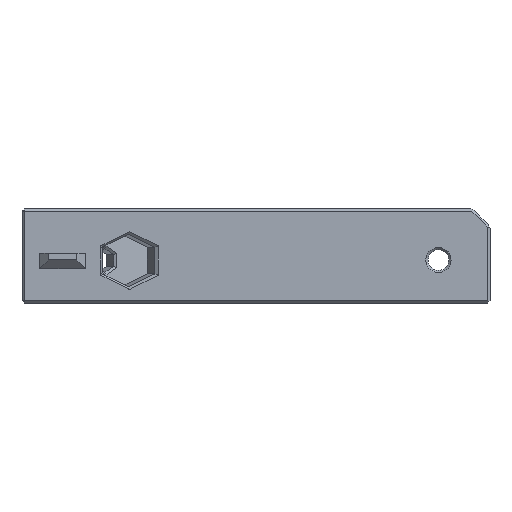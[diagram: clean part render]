
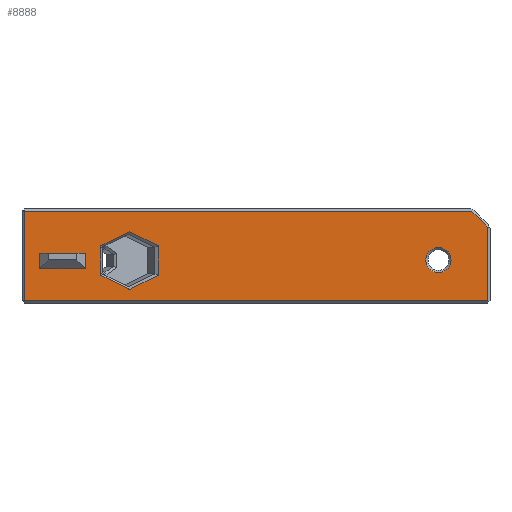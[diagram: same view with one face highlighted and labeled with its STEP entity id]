
A CAD part, left-side view. The second image highlights one B-rep face of the part: STEP entity #8888.
In plain terms, the highlighted planar face has unit normal (-1, 0, 0).
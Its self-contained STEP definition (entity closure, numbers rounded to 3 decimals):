
#33=FACE_BOUND('',#941,.T.);
#34=FACE_BOUND('',#942,.T.);
#35=FACE_BOUND('',#943,.T.);
#158=CIRCLE('',#9518,2.2);
#406=FACE_OUTER_BOUND('',#940,.T.);
#940=EDGE_LOOP('',(#6670,#6671,#6672,#6673,#6674));
#941=EDGE_LOOP('',(#6675,#6676,#6677,#6678));
#942=EDGE_LOOP('',(#6679,#6680,#6681,#6682,#6683,#6684));
#943=EDGE_LOOP('',(#6685));
#1779=LINE('',#13466,#2957);
#1780=LINE('',#13468,#2958);
#1781=LINE('',#13470,#2959);
#1782=LINE('',#13472,#2960);
#1783=LINE('',#13473,#2961);
#1784=LINE('',#13476,#2962);
#1785=LINE('',#13478,#2963);
#1786=LINE('',#13480,#2964);
#1787=LINE('',#13481,#2965);
#1788=LINE('',#13484,#2966);
#1789=LINE('',#13486,#2967);
#1790=LINE('',#13488,#2968);
#1791=LINE('',#13490,#2969);
#1792=LINE('',#13492,#2970);
#1793=LINE('',#13493,#2971);
#2957=VECTOR('',#10950,10.);
#2958=VECTOR('',#10951,10.);
#2959=VECTOR('',#10952,10.);
#2960=VECTOR('',#10953,10.);
#2961=VECTOR('',#10954,10.);
#2962=VECTOR('',#10955,10.);
#2963=VECTOR('',#10956,10.);
#2964=VECTOR('',#10957,10.);
#2965=VECTOR('',#10958,10.);
#2966=VECTOR('',#10959,10.);
#2967=VECTOR('',#10960,10.);
#2968=VECTOR('',#10961,10.);
#2969=VECTOR('',#10962,10.);
#2970=VECTOR('',#10963,10.);
#2971=VECTOR('',#10964,10.);
#4022=VERTEX_POINT('',#13460);
#4023=VERTEX_POINT('',#13464);
#4024=VERTEX_POINT('',#13465);
#4025=VERTEX_POINT('',#13467);
#4026=VERTEX_POINT('',#13469);
#4027=VERTEX_POINT('',#13471);
#4028=VERTEX_POINT('',#13474);
#4029=VERTEX_POINT('',#13475);
#4030=VERTEX_POINT('',#13477);
#4031=VERTEX_POINT('',#13479);
#4032=VERTEX_POINT('',#13482);
#4033=VERTEX_POINT('',#13483);
#4034=VERTEX_POINT('',#13485);
#4035=VERTEX_POINT('',#13487);
#4036=VERTEX_POINT('',#13489);
#4037=VERTEX_POINT('',#13491);
#4990=EDGE_CURVE('',#4022,#4022,#158,.T.);
#4991=EDGE_CURVE('',#4023,#4024,#1779,.T.);
#4992=EDGE_CURVE('',#4025,#4023,#1780,.T.);
#4993=EDGE_CURVE('',#4026,#4025,#1781,.T.);
#4994=EDGE_CURVE('',#4026,#4027,#1782,.T.);
#4995=EDGE_CURVE('',#4024,#4027,#1783,.T.);
#4996=EDGE_CURVE('',#4028,#4029,#1784,.T.);
#4997=EDGE_CURVE('',#4029,#4030,#1785,.T.);
#4998=EDGE_CURVE('',#4030,#4031,#1786,.T.);
#4999=EDGE_CURVE('',#4031,#4028,#1787,.T.);
#5000=EDGE_CURVE('',#4032,#4033,#1788,.T.);
#5001=EDGE_CURVE('',#4034,#4032,#1789,.T.);
#5002=EDGE_CURVE('',#4035,#4034,#1790,.T.);
#5003=EDGE_CURVE('',#4036,#4035,#1791,.T.);
#5004=EDGE_CURVE('',#4037,#4036,#1792,.T.);
#5005=EDGE_CURVE('',#4033,#4037,#1793,.T.);
#6670=ORIENTED_EDGE('',*,*,#4991,.F.);
#6671=ORIENTED_EDGE('',*,*,#4992,.F.);
#6672=ORIENTED_EDGE('',*,*,#4993,.F.);
#6673=ORIENTED_EDGE('',*,*,#4994,.T.);
#6674=ORIENTED_EDGE('',*,*,#4995,.F.);
#6675=ORIENTED_EDGE('',*,*,#4996,.T.);
#6676=ORIENTED_EDGE('',*,*,#4997,.T.);
#6677=ORIENTED_EDGE('',*,*,#4998,.T.);
#6678=ORIENTED_EDGE('',*,*,#4999,.T.);
#6679=ORIENTED_EDGE('',*,*,#5000,.F.);
#6680=ORIENTED_EDGE('',*,*,#5001,.F.);
#6681=ORIENTED_EDGE('',*,*,#5002,.F.);
#6682=ORIENTED_EDGE('',*,*,#5003,.F.);
#6683=ORIENTED_EDGE('',*,*,#5004,.F.);
#6684=ORIENTED_EDGE('',*,*,#5005,.F.);
#6685=ORIENTED_EDGE('',*,*,#4990,.F.);
#8372=PLANE('',#9519);
#8888=ADVANCED_FACE('',(#406,#33,#34,#35),#8372,.F.);
#9518=AXIS2_PLACEMENT_3D('',#13462,#10946,#10947);
#9519=AXIS2_PLACEMENT_3D('',#13463,#10948,#10949);
#10946=DIRECTION('center_axis',(-1.,0.,0.));
#10947=DIRECTION('ref_axis',(0.,1.,0.));
#10948=DIRECTION('center_axis',(1.,0.,0.));
#10949=DIRECTION('ref_axis',(0.,0.,
-1.));
#10950=DIRECTION('',(0.,-0.707,-0.707));
#10951=DIRECTION('',(0.,-1.,0.));
#10952=DIRECTION('',(0.,0.,1.));
#10953=DIRECTION('',(0.,-1.,0.));
#10954=DIRECTION('',(0.,0.,-1.));
#10955=DIRECTION('',(0.,-1.,0.));
#10956=DIRECTION('',(0.,0.,-1.));
#10957=DIRECTION('',(0.,1.,0.));
#10958=DIRECTION('',(0.,0.,1.));
#10959=DIRECTION('',(0.,-0.894,-0.447));
#10960=DIRECTION('',(0.,0.,-1.));
#10961=DIRECTION('',(0.,0.894,-0.447));
#10962=DIRECTION('',(0.,0.894,0.447));
#10963=DIRECTION('',(0.,0.,1.));
#10964=DIRECTION('',(0.,-0.894,0.447));
#13460=CARTESIAN_POINT('',(-41.746,-74.911,6.074));
#13462=CARTESIAN_POINT('Origin',(-41.746,-72.711,6.074));
#13463=CARTESIAN_POINT('Origin',(-41.746,-0.005,
0.));
#13464=CARTESIAN_POINT('',(-41.746,-78.545,14.6));
#13465=CARTESIAN_POINT('',(-41.746,-81.311,11.834));
#13466=CARTESIAN_POINT('',(-41.746,-63.252,29.894));
#13467=CARTESIAN_POINT('',(-41.746,-0.405,14.6));
#13468=CARTESIAN_POINT('',(-41.746,-10.181,14.6));
#13469=CARTESIAN_POINT('',(-41.746,-0.405,-1.026));
#13470=CARTESIAN_POINT('',(-41.746,-0.405,0.));
#13471=CARTESIAN_POINT('',(-41.746,-81.311,-1.026));
#13472=CARTESIAN_POINT('',(-41.746,-40.711,-1.026));
#13473=CARTESIAN_POINT('',(-41.746,-81.311,3.393));
#13474=CARTESIAN_POINT('',(-41.746,-3.09,7.3));
#13475=CARTESIAN_POINT('',(-41.746,-11.09,7.3));
#13476=CARTESIAN_POINT('',(-41.746,-5.547,7.3));
#13477=CARTESIAN_POINT('',(-41.746,-11.09,4.6));
#13478=CARTESIAN_POINT('',(-41.746,-11.09,2.3));
#13479=CARTESIAN_POINT('',(-41.746,-3.09,4.6));
#13480=CARTESIAN_POINT('',(-41.746,-1.547,4.6));
#13481=CARTESIAN_POINT('',(-41.746,-3.09,3.65));
#13482=CARTESIAN_POINT('',(-41.746,-13.775,3.443));
#13483=CARTESIAN_POINT('',(-41.746,-18.794,0.934));
#13484=CARTESIAN_POINT('',(-41.746,-7.873,6.394));
#13485=CARTESIAN_POINT('',(-41.746,-13.775,8.557));
#13486=CARTESIAN_POINT('',(-41.746,-13.775,4.155));
#13487=CARTESIAN_POINT('',(-41.746,-18.794,11.066));
#13488=CARTESIAN_POINT('',(-41.746,-7.32,5.329));
#13489=CARTESIAN_POINT('',(-41.746,-23.812,8.557));
#13490=CARTESIAN_POINT('',(-41.746,-13.773,13.576));
#13491=CARTESIAN_POINT('',(-41.746,-23.812,3.443));
#13492=CARTESIAN_POINT('',(-41.746,-23.812,1.845));
#13493=CARTESIAN_POINT('',(-41.746,-9.526,-3.7));
